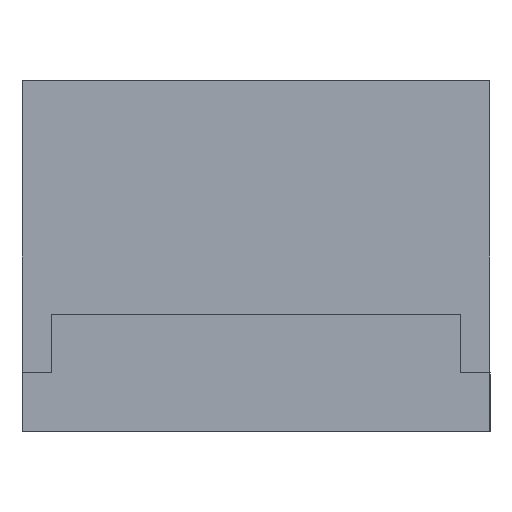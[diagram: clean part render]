
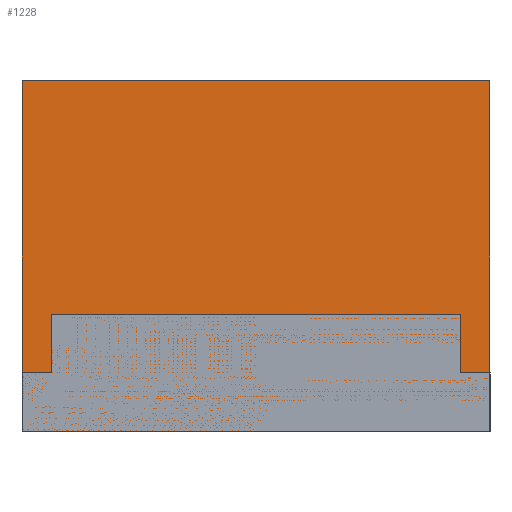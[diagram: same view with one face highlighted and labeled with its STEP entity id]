
A CAD part, left-side view. The second image highlights one B-rep face of the part: STEP entity #1228.
In plain terms, the highlighted planar face has unit normal (-1, 0, 0).
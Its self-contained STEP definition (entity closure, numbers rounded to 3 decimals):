
#562 = VERTEX_POINT( '', #1648 );
#685 = VERTEX_POINT( '', #1778 );
#687 = VERTEX_POINT( '', #1780 );
#735 = EDGE_CURVE( '', #562, #687, #1830, .T. );
#772 = EDGE_CURVE( '', #685, #1395, #1871, .T. );
#1011 = EDGE_CURVE( '', #687, #1395, #2131, .T. );
#1177 = EDGE_CURVE( '', #562, #685, #2308, .T. );
#1228 = ADVANCED_FACE( '', ( #2365 ), #2366, .T. );
#1395 = VERTEX_POINT( '', #2545 );
#1648 = CARTESIAN_POINT( '', ( -0.8, -0.4, -0.6 ) );
#1778 = CARTESIAN_POINT( '', ( -0.8, -0.4, 0. ) );
#1780 = CARTESIAN_POINT( '', ( -0.8, 0.4, -0.6 ) );
#1830 = LINE( '', #3105, #3106 );
#1871 = LINE( '', #3159, #3160 );
#2131 = LINE( '', #3546, #3547 );
#2308 = LINE( '', #3811, #3812 );
#2365 = FACE_OUTER_BOUND( '', #3891, .T. );
#2366 = PLANE( '', #3892 );
#2545 = CARTESIAN_POINT( '', ( -0.8, 0.4, 0. ) );
#3105 = CARTESIAN_POINT( '', ( -0.8, -0.4, -0.6 ) );
#3106 = VECTOR( '', #4630, 0.8 );
#3159 = CARTESIAN_POINT( '', ( -0.8, -0.4, 0. ) );
#3160 = VECTOR( '', #4670, 0.8 );
#3546 = CARTESIAN_POINT( '', ( -0.8, 0.4, -0.6 ) );
#3547 = VECTOR( '', #4963, 0.6 );
#3811 = CARTESIAN_POINT( '', ( -0.8, -0.4, -0.6 ) );
#3812 = VECTOR( '', #5124, 0.6 );
#3891 = EDGE_LOOP( '', ( #5211, #5212, #5213, #5214 ) );
#3892 = AXIS2_PLACEMENT_3D( '', #5215, #5216, #5217 );
#4630 = DIRECTION( '', ( 0., 1., 0. ) );
#4670 = DIRECTION( '', ( 0., 1., 0. ) );
#4963 = DIRECTION( '', ( 0., 0., 1. ) );
#5124 = DIRECTION( '', ( 0., 0., 1. ) );
#5211 = ORIENTED_EDGE( '', *, *, #772, .T. );
#5212 = ORIENTED_EDGE( '', *, *, #1011, .F. );
#5213 = ORIENTED_EDGE( '', *, *, #735, .F. );
#5214 = ORIENTED_EDGE( '', *, *, #1177, .T. );
#5215 = CARTESIAN_POINT( '', ( -0.8, -0.4, -0.6 ) );
#5216 = DIRECTION( '', ( -1., 0., 0. ) );
#5217 = DIRECTION( '', ( 0., 0., -1. ) );
